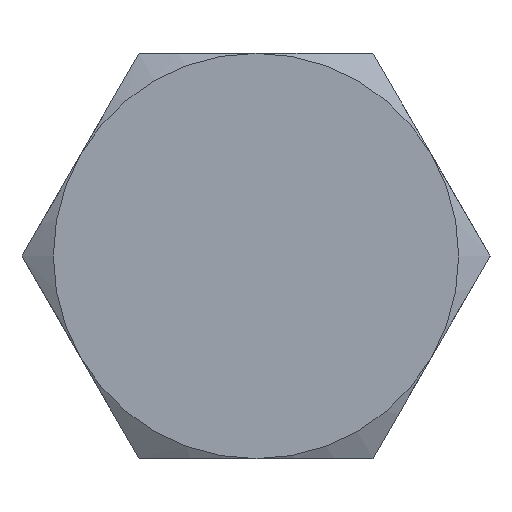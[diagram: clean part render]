
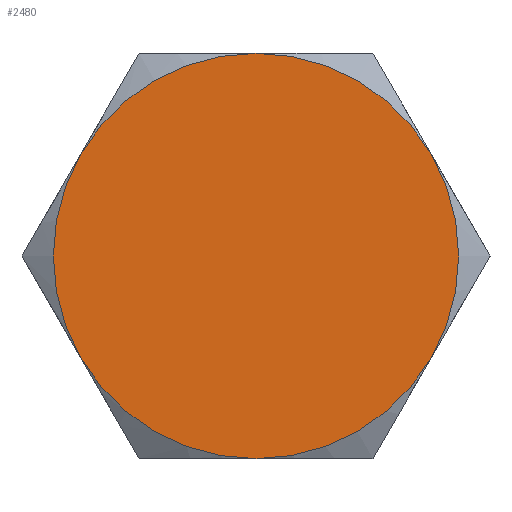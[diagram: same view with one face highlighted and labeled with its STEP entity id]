
A CAD part, left-side view. The second image highlights one B-rep face of the part: STEP entity #2480.
In plain terms, the highlighted planar face has unit normal (-1, 0, 0).
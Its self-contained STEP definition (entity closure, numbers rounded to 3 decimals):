
#81 = CIRCLE ( 'NONE', #310, 8. ) ;
#89 = CARTESIAN_POINT ( 'NONE',  ( 0., 9.238, 0. ) ) ;
#199 = VERTEX_POINT ( 'NONE', #1618 ) ;
#264 = CARTESIAN_POINT ( 'NONE',  ( 0., 0., 0. ) ) ;
#310 = AXIS2_PLACEMENT_3D ( 'NONE', #2553, #1170, #2233 ) ;
#331 = ORIENTED_EDGE ( 'NONE', *, *, #2001, .F. ) ;
#398 = EDGE_CURVE ( 'NONE', #2765, #199, #3859, .T. ) ;
#531 = AXIS2_PLACEMENT_3D ( 'NONE', #264, #3272, #2355 ) ;
#594 = CARTESIAN_POINT ( 'NONE',  ( 0., -6.928, -4. ) ) ;
#601 = DIRECTION ( 'NONE',  ( 0., 0., -1. ) ) ;
#941 = DIRECTION ( 'NONE',  ( 0., 0., -1. ) ) ;
#1007 = CARTESIAN_POINT ( 'NONE',  ( 0., 0., -8. ) ) ;
#1009 = CIRCLE ( 'NONE', #531, 8. ) ;
#1053 = DIRECTION ( 'NONE',  ( 0., 0., -1. ) ) ;
#1112 = AXIS2_PLACEMENT_3D ( 'NONE', #89, #1532, #941 ) ;
#1136 = DIRECTION ( 'NONE',  ( 1., 0., 0. ) ) ;
#1138 = AXIS2_PLACEMENT_3D ( 'NONE', #2658, #1136, #2108 ) ;
#1170 = DIRECTION ( 'NONE',  ( 1., 0., 0. ) ) ;
#1187 = CIRCLE ( 'NONE', #1827, 8. ) ;
#1217 = CARTESIAN_POINT ( 'NONE',  ( 0., 6.928, -4. ) ) ;
#1288 = ORIENTED_EDGE ( 'NONE', *, *, #2651, .F. ) ;
#1496 = VERTEX_POINT ( 'NONE', #3527 ) ;
#1532 = DIRECTION ( 'NONE',  ( 1., 0., 0. ) ) ;
#1598 = ORIENTED_EDGE ( 'NONE', *, *, #398, .T. ) ;
#1603 = DIRECTION ( 'NONE',  ( -1., 0., 0. ) ) ;
#1618 = CARTESIAN_POINT ( 'NONE',  ( 0., 6.928, 4. ) ) ;
#1645 = VERTEX_POINT ( 'NONE', #1217 ) ;
#1684 = ORIENTED_EDGE ( 'NONE', *, *, #2445, .F. ) ;
#1717 = VERTEX_POINT ( 'NONE', #594 ) ;
#1827 = AXIS2_PLACEMENT_3D ( 'NONE', #2865, #3801, #1053 ) ;
#2001 = EDGE_CURVE ( 'NONE', #1645, #199, #3506, .T. ) ;
#2043 = AXIS2_PLACEMENT_3D ( 'NONE', #3437, #1603, #3741 ) ;
#2081 = DIRECTION ( 'NONE',  ( 1., 0., 0. ) ) ;
#2108 = DIRECTION ( 'NONE',  ( 0., 0., -1. ) ) ;
#2233 = DIRECTION ( 'NONE',  ( 0., 0., -1. ) ) ;
#2271 = PLANE ( 'NONE',  #1112 ) ;
#2282 = FACE_OUTER_BOUND ( 'NONE', #2597, .T. ) ;
#2355 = DIRECTION ( 'NONE',  ( 0., 0., -1. ) ) ;
#2445 = EDGE_CURVE ( 'NONE', #1717, #3570, #81, .T. ) ;
#2480 = ADVANCED_FACE ( 'NONE', ( #2282 ), #2271, .F. ) ;
#2553 = CARTESIAN_POINT ( 'NONE',  ( 0., 0., 0. ) ) ;
#2597 = EDGE_LOOP ( 'NONE', ( #1288, #1684, #2836, #3297, #1598, #331 ) ) ;
#2608 = CARTESIAN_POINT ( 'NONE',  ( 0., 0., 8. ) ) ;
#2651 = EDGE_CURVE ( 'NONE', #3570, #1645, #1187, .T. ) ;
#2658 = CARTESIAN_POINT ( 'NONE',  ( 0., 0., 0. ) ) ;
#2765 = VERTEX_POINT ( 'NONE', #2608 ) ;
#2836 = ORIENTED_EDGE ( 'NONE', *, *, #3898, .F. ) ;
#2865 = CARTESIAN_POINT ( 'NONE',  ( 0., 0., 0. ) ) ;
#3167 = AXIS2_PLACEMENT_3D ( 'NONE', #3522, #2081, #601 ) ;
#3272 = DIRECTION ( 'NONE',  ( 1., 0., 0. ) ) ;
#3297 = ORIENTED_EDGE ( 'NONE', *, *, #3909, .F. ) ;
#3437 = CARTESIAN_POINT ( 'NONE',  ( 0., 0., 0. ) ) ;
#3506 = CIRCLE ( 'NONE', #3167, 8. ) ;
#3522 = CARTESIAN_POINT ( 'NONE',  ( 0., 0., 0. ) ) ;
#3527 = CARTESIAN_POINT ( 'NONE',  ( 0., -6.928, 4. ) ) ;
#3570 = VERTEX_POINT ( 'NONE', #1007 ) ;
#3695 = CIRCLE ( 'NONE', #1138, 8. ) ;
#3741 = DIRECTION ( 'NONE',  ( 0., 0., 1. ) ) ;
#3801 = DIRECTION ( 'NONE',  ( 1., 0., 0. ) ) ;
#3859 = CIRCLE ( 'NONE', #2043, 8. ) ;
#3898 = EDGE_CURVE ( 'NONE', #1496, #1717, #1009, .T. ) ;
#3909 = EDGE_CURVE ( 'NONE', #2765, #1496, #3695, .T. ) ;
